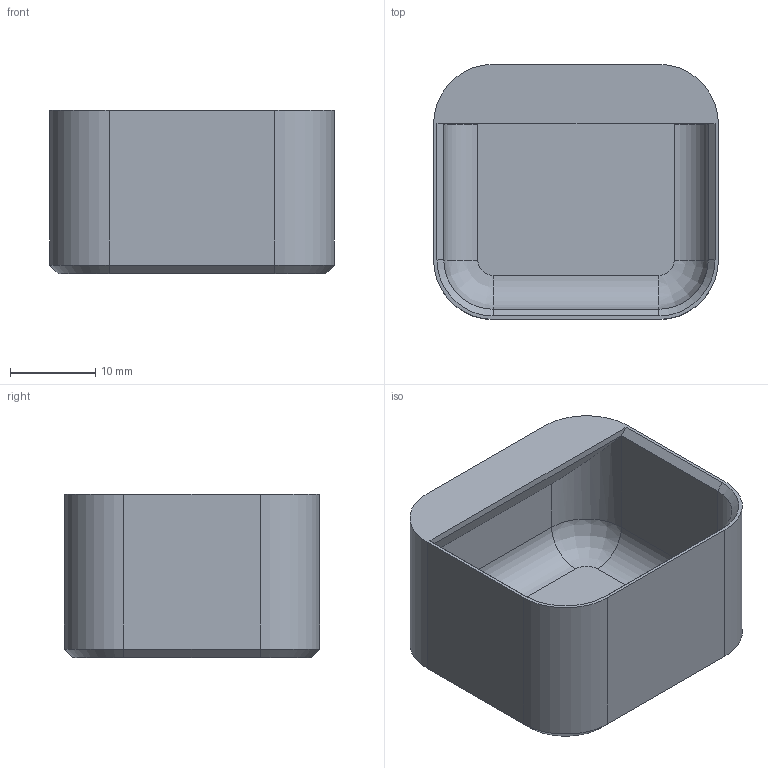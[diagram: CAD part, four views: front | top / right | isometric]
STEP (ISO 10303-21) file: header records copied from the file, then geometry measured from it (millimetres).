
FILE_DESCRIPTION(('FreeCAD Model'),'2;1');
FILE_NAME('Open CASCADE Shape Model','2024-10-15T19:49:01',('FreeCAD'),( 'FreeCAD'),'Open CASCADE STEP processor 7.6','FreeCAD','Unknown');
FILE_SCHEMA(('AUTOMOTIVE_DESIGN { 1 0 10303 214 1 1 1 1 }'));
Length unit declared in the file: millimetre
Products named in the file (1): Open CASCADE STEP translator 7.6 1
Bounding box: 33.5 x 30 x 19.2 mm (x, y, z)
Volume: 4507 mm3; surface area: 5979.5 mm2
Topology: 1 solids, 1 shells, 42 faces, 95 edges, 56 vertices
Faces by surface type: plane 20, cylinder 12, cone 6, revolution 4
Entity records: 2477 total; most frequent: CARTESIAN_POINT 478, DIRECTION 394, LINE 233, VECTOR 233, ORIENTED_EDGE 190, PCURVE 190, DEFINITIONAL_REPRESENTATION 190, EDGE_CURVE 95
